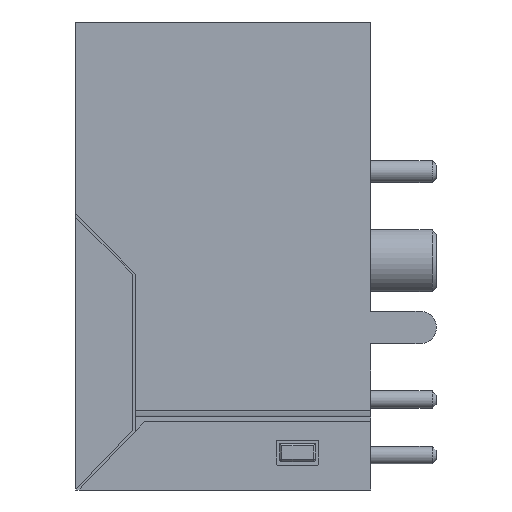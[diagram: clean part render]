
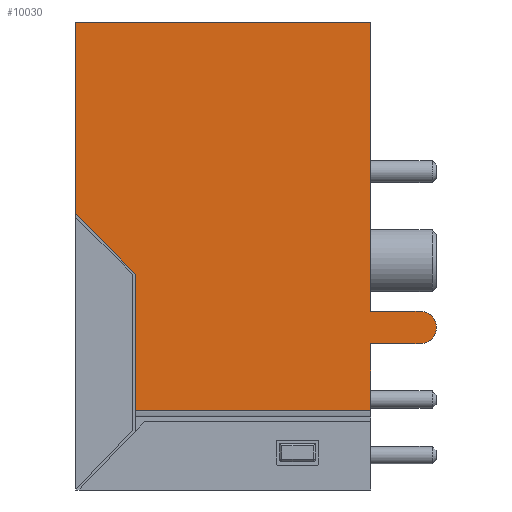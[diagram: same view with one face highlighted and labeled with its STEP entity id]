
A CAD part, left-side view. The second image highlights one B-rep face of the part: STEP entity #10030.
In plain terms, the highlighted planar face has unit normal (-1, 0, 0).
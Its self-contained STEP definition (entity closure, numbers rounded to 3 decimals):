
#703=PLANE('',#10599);
#1199=FACE_OUTER_BOUND('',#1782,.T.);
#1782=EDGE_LOOP('',(#8457,#8458,#8459,#8460,#8461,#8462,#8463,#8464,#8465,
#8466));
#2465=LINE('',#16402,#3467);
#2672=LINE('',#17753,#3674);
#2673=LINE('',#17755,#3675);
#2674=LINE('',#17757,#3676);
#2675=LINE('',#17759,#3677);
#2676=LINE('',#17763,#3678);
#2677=LINE('',#17765,#3679);
#2678=LINE('',#17766,#3680);
#2679=LINE('',#17767,#3681);
#3467=VECTOR('',#11531,1000.);
#3674=VECTOR('',#12084,1000.);
#3675=VECTOR('',#12085,1000.);
#3676=VECTOR('',#12086,1000.);
#3677=VECTOR('',#12087,1000.);
#3678=VECTOR('',#12090,1000.);
#3679=VECTOR('',#12091,1000.);
#3680=VECTOR('',#12092,1000.);
#3681=VECTOR('',#12093,1000.);
#4174=CIRCLE('',#10600,0.75);
#4658=VERTEX_POINT('',#16400);
#4659=VERTEX_POINT('',#16401);
#4940=VERTEX_POINT('',#17751);
#4941=VERTEX_POINT('',#17752);
#4942=VERTEX_POINT('',#17754);
#4943=VERTEX_POINT('',#17756);
#4944=VERTEX_POINT('',#17758);
#4945=VERTEX_POINT('',#17760);
#4946=VERTEX_POINT('',#17762);
#4947=VERTEX_POINT('',#17764);
#5867=EDGE_CURVE('',#4658,#4659,#2465,.T.);
#6215=EDGE_CURVE('',#4940,#4941,#2672,.T.);
#6216=EDGE_CURVE('',#4941,#4942,#2673,.T.);
#6217=EDGE_CURVE('',#4942,#4943,#2674,.T.);
#6218=EDGE_CURVE('',#4943,#4944,#2675,.T.);
#6219=EDGE_CURVE('',#4944,#4945,#4174,.T.);
#6220=EDGE_CURVE('',#4945,#4946,#2676,.T.);
#6221=EDGE_CURVE('',#4946,#4947,#2677,.T.);
#6222=EDGE_CURVE('',#4947,#4659,#2678,.T.);
#6223=EDGE_CURVE('',#4658,#4940,#2679,.T.);
#8457=ORIENTED_EDGE('',*,*,#6215,.T.);
#8458=ORIENTED_EDGE('',*,*,#6216,.T.);
#8459=ORIENTED_EDGE('',*,*,#6217,.T.);
#8460=ORIENTED_EDGE('',*,*,#6218,.T.);
#8461=ORIENTED_EDGE('',*,*,#6219,.T.);
#8462=ORIENTED_EDGE('',*,*,#6220,.T.);
#8463=ORIENTED_EDGE('',*,*,#6221,.T.);
#8464=ORIENTED_EDGE('',*,*,#6222,.T.);
#8465=ORIENTED_EDGE('',*,*,#5867,.F.);
#8466=ORIENTED_EDGE('',*,*,#6223,.T.);
#10030=ADVANCED_FACE('',(#1199),#703,.T.);
#10599=AXIS2_PLACEMENT_3D('',#17750,#12082,#12083);
#10600=AXIS2_PLACEMENT_3D('',#17761,#12088,#12089);
#11531=DIRECTION('',(0.,0.,1.));
#12082=DIRECTION('center_axis',(-1.,0.,0.));
#12083=DIRECTION('ref_axis',(0.,0.,1.));
#12084=DIRECTION('',(0.,0.,-1.));
#12085=DIRECTION('',(0.,-1.,0.));
#12086=DIRECTION('',(0.,0.,1.));
#12087=DIRECTION('',(0.,-1.,0.));
#12088=DIRECTION('center_axis',(-1.,0.,0.));
#12089=DIRECTION('ref_axis',(0.,0.,1.));
#12090=DIRECTION('',(0.,1.,0.));
#12091=DIRECTION('',(0.,0.,1.));
#12092=DIRECTION('',(0.,1.,0.));
#12093=DIRECTION('',(0.,-0.701,-0.713));
#16400=CARTESIAN_POINT('',(0.,0.,-8.763));
#16401=CARTESIAN_POINT('',(0.,0.,0.));
#16402=CARTESIAN_POINT('',(0.,0.,-21.4));
#17750=CARTESIAN_POINT('Origin',(0.,-13.5,-21.4));
#17751=CARTESIAN_POINT('',(0.,-2.72,-11.529));
#17752=CARTESIAN_POINT('',(0.,-2.72,-17.748));
#17753=CARTESIAN_POINT('',(0.,-2.72,-21.4));
#17754=CARTESIAN_POINT('',(0.,-13.5,-17.748));
#17755=CARTESIAN_POINT('',(0.,-13.5,-17.748));
#17756=CARTESIAN_POINT('',(0.,-13.5,-14.72));
#17757=CARTESIAN_POINT('',(0.,-13.5,-21.4));
#17758=CARTESIAN_POINT('',(0.,-15.75,-14.72));
#17759=CARTESIAN_POINT('',(0.,-13.5,-14.72));
#17760=CARTESIAN_POINT('',(0.,-15.75,-13.22));
#17761=CARTESIAN_POINT('Origin',(0.,-15.75,-13.97));
#17762=CARTESIAN_POINT('',(0.,-13.5,-13.22));
#17763=CARTESIAN_POINT('',(0.,-15.75,-13.22));
#17764=CARTESIAN_POINT('',(0.,-13.5,0.));
#17765=CARTESIAN_POINT('',(0.,-13.5,-21.4));
#17766=CARTESIAN_POINT('',(0.,-13.5,0.));
#17767=CARTESIAN_POINT('',(0.,-12.956,-21.935));
